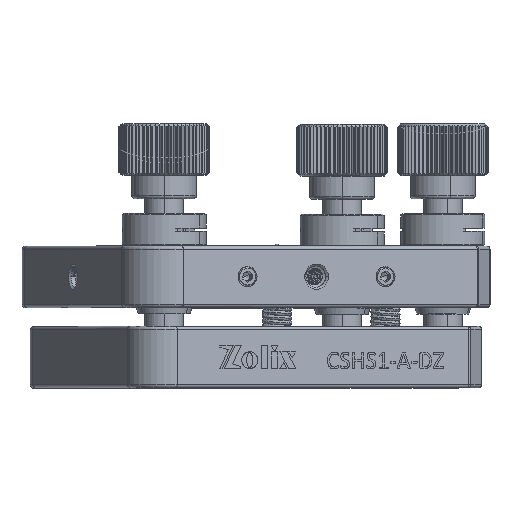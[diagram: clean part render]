
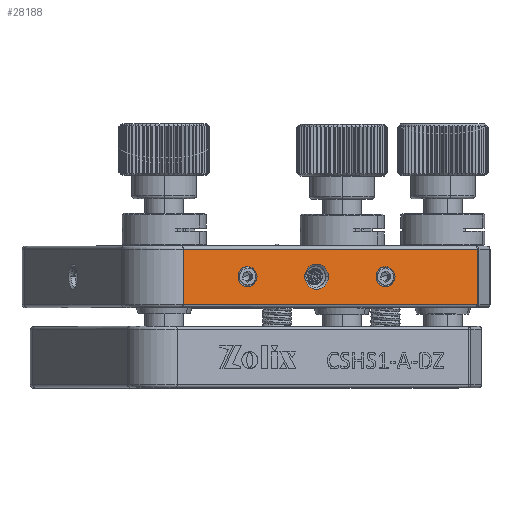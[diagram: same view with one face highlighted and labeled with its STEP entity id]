
A CAD part, top view. The second image highlights one B-rep face of the part: STEP entity #28188.
In plain terms, the highlighted planar face has unit normal (0.333, 0, 0.943).
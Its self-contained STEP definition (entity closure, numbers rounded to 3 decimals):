
#801 = FACE_BOUND ( 'NONE', #76888, .T. ) ;
#2413 = VECTOR ( 'NONE', #75983, 1000. ) ;
#3353 = EDGE_LOOP ( 'NONE', ( #33140, #25688 ) ) ;
#3557 = VERTEX_POINT ( 'NONE', #65944 ) ;
#5332 = VERTEX_POINT ( 'NONE', #25495 ) ;
#5422 = FACE_BOUND ( 'NONE', #14404, .T. ) ;
#5621 = CARTESIAN_POINT ( 'NONE',  ( 3.079, -43.988, -15.645 ) ) ;
#5974 = EDGE_CURVE ( 'NONE', #5332, #59837, #51530, .T. ) ;
#6632 = DIRECTION ( 'NONE',  ( -0.333, 0., -0.943 ) ) ;
#7065 = LINE ( 'NONE', #75571, #2413 ) ;
#7470 = CIRCLE ( 'NONE', #19448, 1.55 ) ;
#8724 = AXIS2_PLACEMENT_3D ( 'NONE', #24958, #6632, #50665 ) ;
#10734 = ORIENTED_EDGE ( 'NONE', *, *, #29086, .T. ) ;
#10987 = EDGE_CURVE ( 'NONE', #64305, #45354, #24048, .T. ) ;
#13207 = ORIENTED_EDGE ( 'NONE', *, *, #79972, .T. ) ;
#14404 = EDGE_LOOP ( 'NONE', ( #75450, #56168 ) ) ;
#15848 = VECTOR ( 'NONE', #43618, 1000. ) ;
#16974 = CARTESIAN_POINT ( 'NONE',  ( 23.693, -39.738, -22.914 ) ) ;
#17713 = CARTESIAN_POINT ( 'NONE',  ( 34.35, -39.738, -26.671 ) ) ;
#17758 = VERTEX_POINT ( 'NONE', #68808 ) ;
#17860 = DIRECTION ( 'NONE',  ( 0., 1., 0. ) ) ;
#18296 = FACE_BOUND ( 'NONE', #3353, .T. ) ;
#19448 = AXIS2_PLACEMENT_3D ( 'NONE', #17713, #81214, #24378 ) ;
#19619 = EDGE_CURVE ( 'NONE', #45354, #64305, #28446, .T. ) ;
#24048 = CIRCLE ( 'NONE', #70381, 1.55 ) ;
#24378 = DIRECTION ( 'NONE',  ( -0.943, 0., 0.333 ) ) ;
#24958 = CARTESIAN_POINT ( 'NONE',  ( 45.518, -34.988, -30.608 ) ) ;
#25016 = ORIENTED_EDGE ( 'NONE', *, *, #29574, .T. ) ;
#25495 = CARTESIAN_POINT ( 'NONE',  ( 35.812, -39.738, -27.186 ) ) ;
#25688 = ORIENTED_EDGE ( 'NONE', *, *, #10987, .T. ) ;
#25781 = VECTOR ( 'NONE', #17860, 1000. ) ;
#27638 = DIRECTION ( 'NONE',  ( -0.333, 0., -0.943 ) ) ;
#28188 = ADVANCED_FACE ( 'NONE', ( #801, #5422, #18296, #44022 ), #43611, .F. ) ;
#28446 = CIRCLE ( 'NONE', #41700, 1.55 ) ;
#29086 = EDGE_CURVE ( 'NONE', #59837, #5332, #7470, .T. ) ;
#29574 = EDGE_CURVE ( 'NONE', #55413, #77226, #7065, .T. ) ;
#29843 = DIRECTION ( 'NONE',  ( -0.943, 0., 0.333 ) ) ;
#32244 = CARTESIAN_POINT ( 'NONE',  ( 48.49, -43.988, -31.656 ) ) ;
#33140 = ORIENTED_EDGE ( 'NONE', *, *, #19619, .T. ) ;
#33475 = DIRECTION ( 'NONE',  ( -0.333, 0., -0.943 ) ) ;
#35832 = VERTEX_POINT ( 'NONE', #40483 ) ;
#36869 = VERTEX_POINT ( 'NONE', #40699 ) ;
#39813 = CARTESIAN_POINT ( 'NONE',  ( 23.693, -39.738, -22.914 ) ) ;
#40228 = DIRECTION ( 'NONE',  ( -0.943, 0., 0.333 ) ) ;
#40483 = CARTESIAN_POINT ( 'NONE',  ( 21.854, -39.738, -22.265 ) ) ;
#40699 = CARTESIAN_POINT ( 'NONE',  ( 48.49, -35.488, -31.656 ) ) ;
#41093 = ORIENTED_EDGE ( 'NONE', *, *, #5974, .T. ) ;
#41700 = AXIS2_PLACEMENT_3D ( 'NONE', #78280, #33475, #57939 ) ;
#41967 = CARTESIAN_POINT ( 'NONE',  ( 3.079, -34.988, -15.645 ) ) ;
#42525 = AXIS2_PLACEMENT_3D ( 'NONE', #16974, #61373, #46887 ) ;
#42788 = DIRECTION ( 'NONE',  ( 0., -1., 0. ) ) ;
#43611 = PLANE ( 'NONE',  #8724 ) ;
#43618 = DIRECTION ( 'NONE',  ( -0.943, 0., 0.333 ) ) ;
#44022 = FACE_OUTER_BOUND ( 'NONE', #57152, .T. ) ;
#45354 = VERTEX_POINT ( 'NONE', #71909 ) ;
#45546 = CIRCLE ( 'NONE', #76032, 1.95 ) ;
#46349 = ORIENTED_EDGE ( 'NONE', *, *, #46847, .T. ) ;
#46847 = EDGE_CURVE ( 'NONE', #77226, #36869, #69702, .T. ) ;
#46887 = DIRECTION ( 'NONE',  ( -0.943, 0., 0.333 ) ) ;
#49330 = DIRECTION ( 'NONE',  ( -0.333, 0., -0.943 ) ) ;
#50665 = DIRECTION ( 'NONE',  ( 0., 1., 0. ) ) ;
#51530 = CIRCLE ( 'NONE', #75380, 1.55 ) ;
#52940 = DIRECTION ( 'NONE',  ( -0.943, 0., 0.333 ) ) ;
#53058 = CIRCLE ( 'NONE', #42525, 1.95 ) ;
#54924 = CARTESIAN_POINT ( 'NONE',  ( 11.575, -39.738, -18.641 ) ) ;
#55413 = VERTEX_POINT ( 'NONE', #5621 ) ;
#55649 = LINE ( 'NONE', #41967, #74546 ) ;
#55692 = CARTESIAN_POINT ( 'NONE',  ( 3.079, -35.488, -15.645 ) ) ;
#56168 = ORIENTED_EDGE ( 'NONE', *, *, #58112, .T. ) ;
#57152 = EDGE_LOOP ( 'NONE', ( #13207, #25016, #46349, #73328 ) ) ;
#57939 = DIRECTION ( 'NONE',  ( -0.943, 0., 0.333 ) ) ;
#58112 = EDGE_CURVE ( 'NONE', #35832, #3557, #45546, .T. ) ;
#59837 = VERTEX_POINT ( 'NONE', #60308 ) ;
#60308 = CARTESIAN_POINT ( 'NONE',  ( 32.889, -39.738, -26.156 ) ) ;
#61373 = DIRECTION ( 'NONE',  ( -0.333, 0., -0.943 ) ) ;
#62178 = CARTESIAN_POINT ( 'NONE',  ( 34.35, -39.738, -26.671 ) ) ;
#64305 = VERTEX_POINT ( 'NONE', #54924 ) ;
#65111 = DIRECTION ( 'NONE',  ( -0.333, 0., -0.943 ) ) ;
#65944 = CARTESIAN_POINT ( 'NONE',  ( 25.532, -39.738, -23.562 ) ) ;
#66993 = EDGE_CURVE ( 'NONE', #3557, #35832, #53058, .T. ) ;
#68808 = CARTESIAN_POINT ( 'NONE',  ( 3.079, -35.488, -15.645 ) ) ;
#69306 = CARTESIAN_POINT ( 'NONE',  ( 48.49, -34.988, -31.656 ) ) ;
#69702 = LINE ( 'NONE', #69306, #25781 ) ;
#70381 = AXIS2_PLACEMENT_3D ( 'NONE', #73656, #27638, #52940 ) ;
#71909 = CARTESIAN_POINT ( 'NONE',  ( 14.498, -39.738, -19.672 ) ) ;
#73328 = ORIENTED_EDGE ( 'NONE', *, *, #74861, .T. ) ;
#73656 = CARTESIAN_POINT ( 'NONE',  ( 13.036, -39.738, -19.156 ) ) ;
#74546 = VECTOR ( 'NONE', #42788, 1000. ) ;
#74861 = EDGE_CURVE ( 'NONE', #36869, #17758, #81412, .T. ) ;
#75380 = AXIS2_PLACEMENT_3D ( 'NONE', #62178, #49330, #29843 ) ;
#75450 = ORIENTED_EDGE ( 'NONE', *, *, #66993, .T. ) ;
#75571 = CARTESIAN_POINT ( 'NONE',  ( 45.518, -43.988, -30.608 ) ) ;
#75983 = DIRECTION ( 'NONE',  ( 0.943, 0., -0.333 ) ) ;
#76032 = AXIS2_PLACEMENT_3D ( 'NONE', #39813, #65111, #40228 ) ;
#76888 = EDGE_LOOP ( 'NONE', ( #41093, #10734 ) ) ;
#77226 = VERTEX_POINT ( 'NONE', #32244 ) ;
#78280 = CARTESIAN_POINT ( 'NONE',  ( 13.036, -39.738, -19.156 ) ) ;
#79972 = EDGE_CURVE ( 'NONE', #17758, #55413, #55649, .T. ) ;
#81214 = DIRECTION ( 'NONE',  ( -0.333, 0., -0.943 ) ) ;
#81412 = LINE ( 'NONE', #55692, #15848 ) ;
